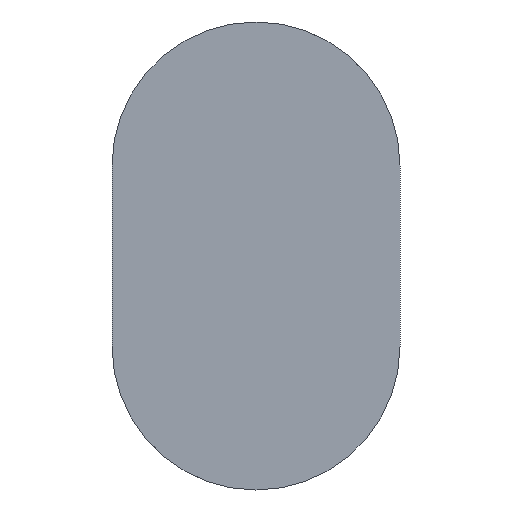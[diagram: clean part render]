
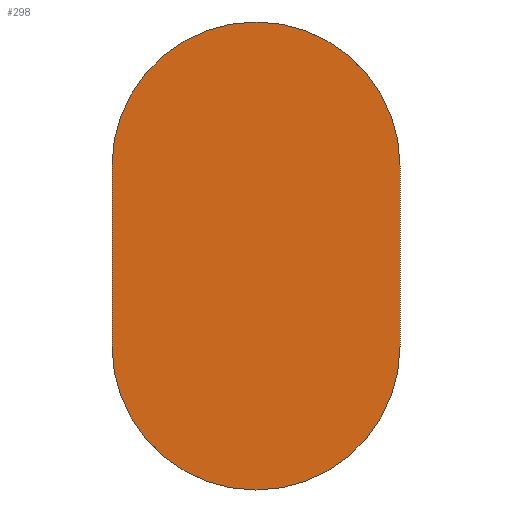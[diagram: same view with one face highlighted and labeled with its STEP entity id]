
A CAD part, left-side view. The second image highlights one B-rep face of the part: STEP entity #298.
In plain terms, the highlighted planar face has unit normal (-1, 0, 0).
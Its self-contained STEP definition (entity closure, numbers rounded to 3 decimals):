
#48=PLANE('',#365);
#65=LINE('',#526,#79);
#68=LINE('',#571,#82);
#79=VECTOR('',#406,1000.);
#82=VECTOR('',#415,1000.);
#111=ORIENTED_EDGE('',*,*,#159,.F.);
#112=ORIENTED_EDGE('',*,*,#169,.F.);
#113=ORIENTED_EDGE('',*,*,#166,.F.);
#114=ORIENTED_EDGE('',*,*,#163,.F.);
#159=EDGE_CURVE('',#198,#199,#226,.T.);
#163=EDGE_CURVE('',#199,#202,#65,.F.);
#166=EDGE_CURVE('',#202,#204,#227,.T.);
#169=EDGE_CURVE('',#204,#198,#68,.F.);
#198=VERTEX_POINT('',#489);
#199=VERTEX_POINT('',#490);
#202=VERTEX_POINT('',#527);
#204=VERTEX_POINT('',#537);
#226=CIRCLE('',#360,60.);
#227=CIRCLE('',#363,60.);
#244=EDGE_LOOP('',(#111,#112,#113,#114));
#268=FACE_BOUND('',#244,.T.);
#298=ADVANCED_FACE('',(#268),#48,.F.);
#360=AXIS2_PLACEMENT_3D('',#488,#400,#401);
#363=AXIS2_PLACEMENT_3D('',#536,#410,#411);
#365=AXIS2_PLACEMENT_3D('',#781,#416,#417);
#400=DIRECTION('',(1.,0.,0.));
#401=DIRECTION('',(0.,1.,0.));
#406=DIRECTION('',(0.,0.,1.));
#410=DIRECTION('',(1.,0.,0.));
#411=DIRECTION('',(0.,-1.,0.));
#415=DIRECTION('',(0.,0.,-1.));
#416=DIRECTION('',(1.,0.,0.));
#417=DIRECTION('',(0.,1.,0.));
#488=CARTESIAN_POINT('',(0.,0.,37.5));
#489=CARTESIAN_POINT('',(0.,60.,37.5));
#490=CARTESIAN_POINT('',(0.,-60.,37.5));
#526=CARTESIAN_POINT('',(0.,-60.,0.));
#527=CARTESIAN_POINT('',(0.,-60.,-37.5));
#536=CARTESIAN_POINT('',(0.,0.,-37.5));
#537=CARTESIAN_POINT('',(0.,60.,-37.5));
#571=CARTESIAN_POINT('',(0.,60.,0.));
#781=CARTESIAN_POINT('',(0.,0.,37.5));
